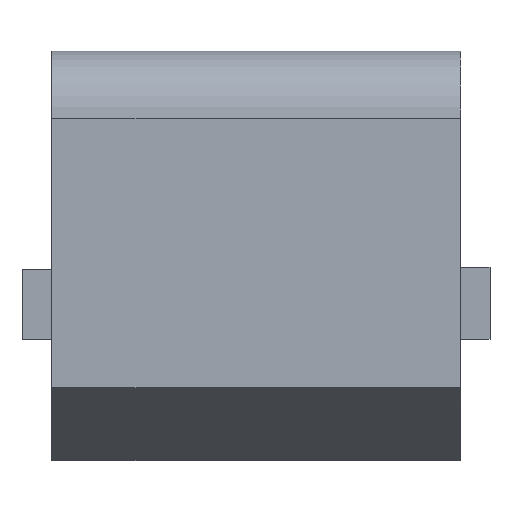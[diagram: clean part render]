
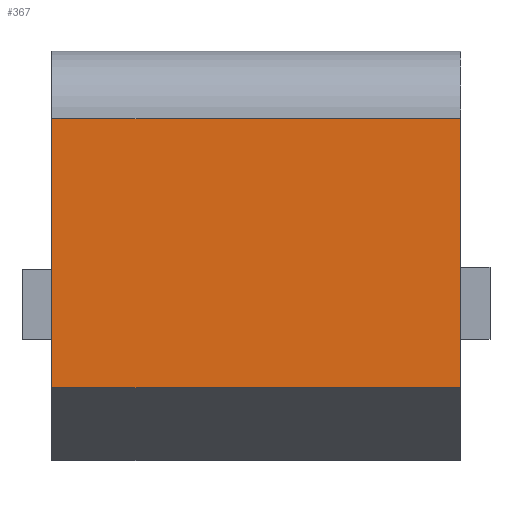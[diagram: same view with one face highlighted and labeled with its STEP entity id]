
A CAD part, top view. The second image highlights one B-rep face of the part: STEP entity #367.
In plain terms, the highlighted planar face has unit normal (0, 0, 1).
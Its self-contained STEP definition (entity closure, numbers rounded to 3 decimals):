
#51=CARTESIAN_POINT('',(-116.062,30.893,3.7));
#52=VERTEX_POINT('',#51);
#60=CARTESIAN_POINT('',(-116.062,21.673,3.7));
#61=VERTEX_POINT('',#60);
#62=CARTESIAN_POINT('',(-116.062,21.673,3.7));
#63=DIRECTION('',(0.,1.,0.));
#64=VECTOR('',#63,9.22);
#65=LINE('',#62,#64);
#66=EDGE_CURVE('',#61,#52,#65,.T.);
#167=CARTESIAN_POINT('',(-130.062,21.673,3.7));
#168=VERTEX_POINT('',#167);
#175=CARTESIAN_POINT('',(-130.062,30.893,3.7));
#176=VERTEX_POINT('',#175);
#177=CARTESIAN_POINT('',(-130.062,30.893,3.7));
#178=DIRECTION('',(-0.,-1.,-0.));
#179=VECTOR('',#178,9.22);
#180=LINE('',#177,#179);
#181=EDGE_CURVE('',#176,#168,#180,.T.);
#346=CARTESIAN_POINT('',(0.,-0.9,3.7));
#347=DIRECTION('',(-0.,0.,-1.));
#348=DIRECTION('',(1.,0.,-0.));
#349=AXIS2_PLACEMENT_3D('',#346,#347,#348);
#350=PLANE('',#349);
#351=ORIENTED_EDGE('',*,*,#66,.T.);
#352=CARTESIAN_POINT('',(-130.062,30.893,3.7));
#353=DIRECTION('',(1.,-0.,-0.));
#354=VECTOR('',#353,14.);
#355=LINE('',#352,#354);
#356=EDGE_CURVE('',#176,#52,#355,.T.);
#357=ORIENTED_EDGE('',*,*,#356,.F.);
#358=ORIENTED_EDGE('',*,*,#181,.T.);
#359=CARTESIAN_POINT('',(-116.062,21.673,3.7));
#360=DIRECTION('',(-1.,-0.,0.));
#361=VECTOR('',#360,14.);
#362=LINE('',#359,#361);
#363=EDGE_CURVE('',#61,#168,#362,.T.);
#364=ORIENTED_EDGE('',*,*,#363,.F.);
#365=EDGE_LOOP('',(#351,#357,#358,#364));
#366=FACE_BOUND('',#365,.T.);
#367=ADVANCED_FACE('',(#366),#350,.F.);
